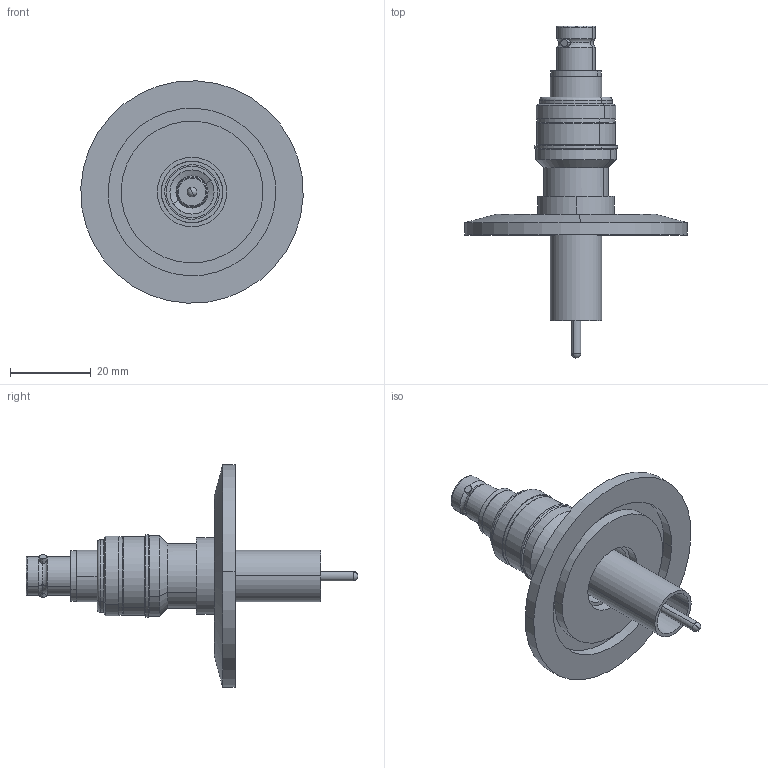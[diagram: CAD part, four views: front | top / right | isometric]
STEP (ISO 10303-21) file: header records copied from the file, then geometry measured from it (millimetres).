
FILE_DESCRIPTION (( 'STEP AP203' ), '1' );
FILE_NAME ('A0315-3-QF.STEP', '2011-11-22T16:36:47', ( '' ), ( '' ), 'SwSTEP 2.0', 'SolidWorks 2011', '' );
FILE_SCHEMA (( 'CONFIG_CONTROL_DESIGN' ));
Length unit declared in the file: inch
Products named in the file (1): A0315-3-QF
Bounding box: 54.95 x 82.04 x 54.95 mm (x, y, z)
Volume: 15605.8 mm3; surface area: 16284.7 mm2
Topology: 2 solids, 2 shells, 173 faces, 372 edges, 227 vertices
Faces by surface type: cylinder 88, plane 35, cone 30, torus 18, sphere 2
Entity records: 4859 total; most frequent: DIRECTION 946, CARTESIAN_POINT 845, ORIENTED_EDGE 736, AXIS2_PLACEMENT_3D 408, EDGE_CURVE 368, CIRCLE 234, VERTEX_POINT 225, EDGE_LOOP 201
